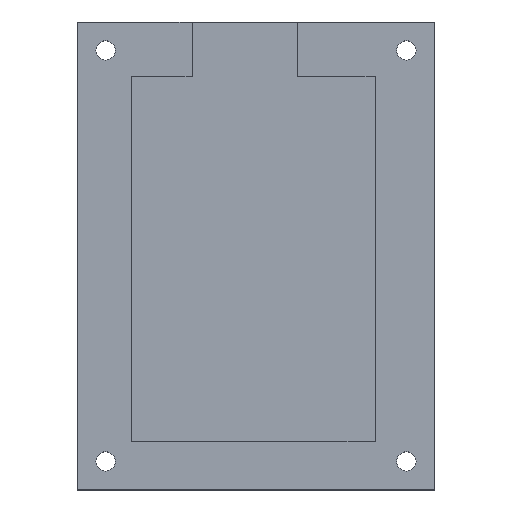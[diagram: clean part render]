
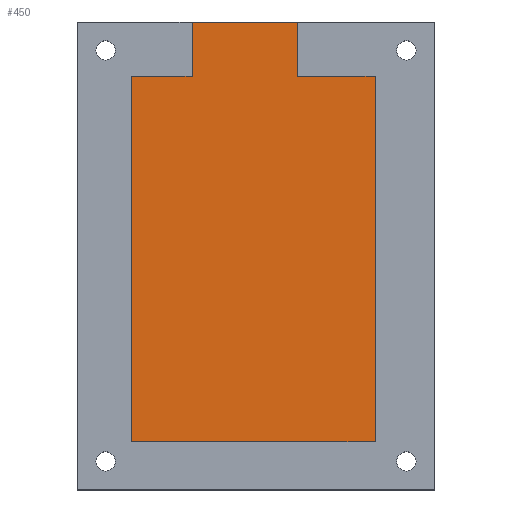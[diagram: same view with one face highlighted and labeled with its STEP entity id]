
A CAD part, top view. The second image highlights one B-rep face of the part: STEP entity #450.
In plain terms, the highlighted planar face has unit normal (0, 0, 1).
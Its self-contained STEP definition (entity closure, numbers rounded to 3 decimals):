
#60=FACE_OUTER_BOUND('',#90,.T.);
#90=EDGE_LOOP('',(#339,#340,#341,#342,#343,#344,#345,#346));
#121=LINE('',#672,#165);
#125=LINE('',#681,#169);
#138=LINE('',#713,#182);
#139=LINE('',#716,#183);
#141=LINE('',#720,#185);
#142=LINE('',#722,#186);
#143=LINE('',#723,#187);
#144=LINE('',#724,#188);
#165=VECTOR('',#537,10.);
#169=VECTOR('',#543,10.);
#182=VECTOR('',#568,10.);
#183=VECTOR('',#571,10.);
#185=VECTOR('',#575,10.);
#186=VECTOR('',#576,10.);
#187=VECTOR('',#577,10.);
#188=VECTOR('',#578,10.);
#209=VERTEX_POINT('',#669);
#210=VERTEX_POINT('',#671);
#213=VERTEX_POINT('',#678);
#214=VERTEX_POINT('',#680);
#227=VERTEX_POINT('',#711);
#228=VERTEX_POINT('',#715);
#229=VERTEX_POINT('',#719);
#230=VERTEX_POINT('',#721);
#249=EDGE_CURVE('',#209,#210,#121,.T.);
#253=EDGE_CURVE('',#213,#214,#125,.T.);
#270=EDGE_CURVE('',#227,#213,#138,.T.);
#271=EDGE_CURVE('',#210,#228,#139,.T.);
#273=EDGE_CURVE('',#229,#227,#141,.T.);
#274=EDGE_CURVE('',#230,#229,#142,.T.);
#275=EDGE_CURVE('',#228,#230,#143,.T.);
#276=EDGE_CURVE('',#214,#209,#144,.T.);
#339=ORIENTED_EDGE('',*,*,#273,.F.);
#340=ORIENTED_EDGE('',*,*,#274,.F.);
#341=ORIENTED_EDGE('',*,*,#275,.F.);
#342=ORIENTED_EDGE('',*,*,#271,.F.);
#343=ORIENTED_EDGE('',*,*,#249,.F.);
#344=ORIENTED_EDGE('',*,*,#276,.F.);
#345=ORIENTED_EDGE('',*,*,#253,.F.);
#346=ORIENTED_EDGE('',*,*,#270,.F.);
#432=PLANE('',#495);
#450=ADVANCED_FACE('',(#60),#432,.T.);
#495=AXIS2_PLACEMENT_3D('',#718,#573,#574);
#537=DIRECTION('',(0.,-1.,0.));
#543=DIRECTION('',(0.,1.,0.));
#568=DIRECTION('',(1.,0.,0.));
#571=DIRECTION('',(1.,0.,0.));
#573=DIRECTION('center_axis',(0.,0.,1.));
#574=DIRECTION('ref_axis',(1.,0.,0.));
#575=DIRECTION('',(0.,1.,0.));
#576=DIRECTION('',(-1.,0.,0.));
#577=DIRECTION('',(0.,-1.,0.));
#578=DIRECTION('',(1.,0.,0.));
#669=CARTESIAN_POINT('',(29.21,73.8,3.));
#671=CARTESIAN_POINT('',(29.21,64.3,3.));
#672=CARTESIAN_POINT('',(29.21,73.8,3.));
#678=CARTESIAN_POINT('',(10.71,64.3,3.));
#680=CARTESIAN_POINT('',(10.71,73.8,3.));
#681=CARTESIAN_POINT('',(10.71,64.3,3.));
#711=CARTESIAN_POINT('',(0.,64.3,3.));
#713=CARTESIAN_POINT('',(10.725,64.3,3.));
#715=CARTESIAN_POINT('',(42.9,64.3,3.));
#716=CARTESIAN_POINT('',(10.725,64.3,3.));
#718=CARTESIAN_POINT('Origin',(21.45,32.15,3.));
#719=CARTESIAN_POINT('',(0.,0.,3.));
#720=CARTESIAN_POINT('',(0.,16.075,3.));
#721=CARTESIAN_POINT('',(42.9,0.,3.));
#722=CARTESIAN_POINT('',(32.175,0.,3.));
#723=CARTESIAN_POINT('',(42.9,48.225,3.));
#724=CARTESIAN_POINT('',(36.68,73.8,3.));
